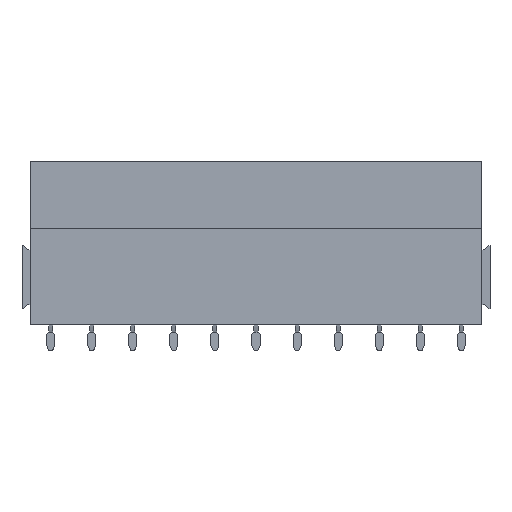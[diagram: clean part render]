
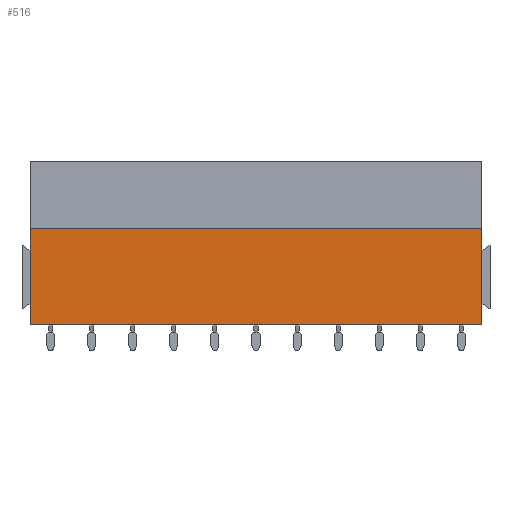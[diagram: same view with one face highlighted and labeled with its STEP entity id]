
A CAD part, front view. The second image highlights one B-rep face of the part: STEP entity #516.
In plain terms, the highlighted planar face has unit normal (0, -1, 0).
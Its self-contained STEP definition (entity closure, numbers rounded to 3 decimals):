
#489=AXIS2_PLACEMENT_3D('Plane Axis2P3D',#486,#487,#488) ;
#437=CARTESIAN_POINT('Vertex',(1.,0.,3.2)) ;
#440=CARTESIAN_POINT('Line Origine',(1.,0.,9.15)) ;
#444=CARTESIAN_POINT('Vertex',(1.,0.,15.1)) ;
#486=CARTESIAN_POINT('Axis2P3D Location',(6.08,0.,0.)) ;
#491=CARTESIAN_POINT('Line Origine',(56.88,0.,9.15)) ;
#495=CARTESIAN_POINT('Vertex',(56.88,0.,3.2)) ;
#497=CARTESIAN_POINT('Vertex',(56.88,0.,15.1)) ;
#500=CARTESIAN_POINT('Line Origine',(28.94,0.,15.1)) ;
#505=CARTESIAN_POINT('Line Origine',(28.94,0.,3.2)) ;
#441=DIRECTION('Vector Direction',(0.,0.,1.)) ;
#487=DIRECTION('Axis2P3D Direction',(0.,1.,-0.)) ;
#488=DIRECTION('Axis2P3D XDirection',(-1.,0.,0.)) ;
#492=DIRECTION('Vector Direction',(0.,0.,1.)) ;
#501=DIRECTION('Vector Direction',(1.,0.,0.)) ;
#506=DIRECTION('Vector Direction',(-1.,0.,0.)) ;
#442=VECTOR('Line Direction',#441,1.) ;
#493=VECTOR('Line Direction',#492,1.) ;
#502=VECTOR('Line Direction',#501,1.) ;
#507=VECTOR('Line Direction',#506,1.) ;
#511=ORIENTED_EDGE('',*,*,#499,.T.) ;
#512=ORIENTED_EDGE('',*,*,#504,.F.) ;
#513=ORIENTED_EDGE('',*,*,#446,.F.) ;
#514=ORIENTED_EDGE('',*,*,#509,.F.) ;
#516=ADVANCED_FACE('BLL5.08/11/180B 3.2SNOR 1682820000',(#515),#490,.F.) ;
#446=EDGE_CURVE('',#438,#445,#443,.T.) ;
#499=EDGE_CURVE('',#496,#498,#494,.T.) ;
#504=EDGE_CURVE('',#445,#498,#503,.T.) ;
#509=EDGE_CURVE('',#496,#438,#508,.T.) ;
#510=EDGE_LOOP('',(#511,#512,#513,#514)) ;
#515=FACE_OUTER_BOUND('',#510,.T.) ;
#443=LINE('Line',#440,#442) ;
#494=LINE('Line',#491,#493) ;
#503=LINE('Line',#500,#502) ;
#508=LINE('Line',#505,#507) ;
#490=PLANE('',#489) ;
#438=VERTEX_POINT('',#437) ;
#445=VERTEX_POINT('',#444) ;
#496=VERTEX_POINT('',#495) ;
#498=VERTEX_POINT('',#497) ;
